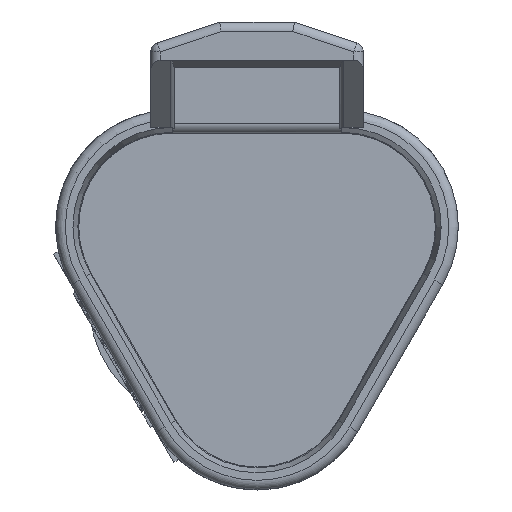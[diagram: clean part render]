
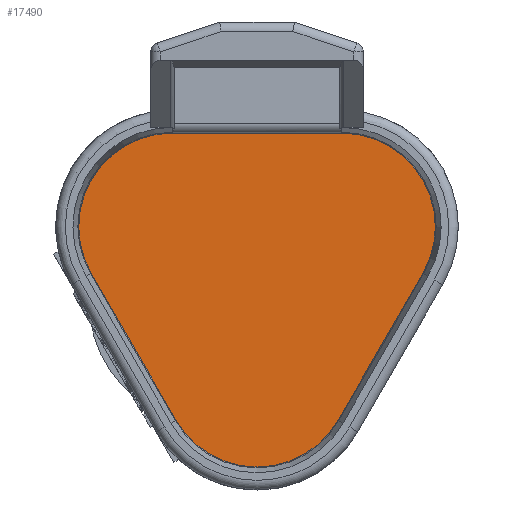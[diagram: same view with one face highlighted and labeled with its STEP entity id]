
A CAD part, front view. The second image highlights one B-rep face of the part: STEP entity #17490.
In plain terms, the highlighted planar face has unit normal (0, -1, 0).
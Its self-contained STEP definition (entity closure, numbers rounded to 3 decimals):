
#2184=CARTESIAN_POINT('',(-4.429,16.13,2.557));
#2185=DIRECTION('',(0.,-1.,0.));
#2186=DIRECTION('',(0.,0.,1.));
#2187=AXIS2_PLACEMENT_3D('',#2184,#2185,#2186);
#2189=DIRECTION('',(-1.,0.,0.));
#2190=VECTOR('',#2189,8.858);
#2191=CARTESIAN_POINT('',(4.429,16.13,7.437));
#2192=LINE('',#2191,#2190);
#2193=CARTESIAN_POINT('',(4.429,16.13,2.557));
#2194=DIRECTION('',(0.,-1.,0.));
#2195=DIRECTION('',(0.866,0.,-0.5));
#2196=AXIS2_PLACEMENT_3D('',#2193,#2194,#2195);
#2198=DIRECTION('',(0.5,0.,0.866));
#2199=VECTOR('',#2198,8.858);
#2200=CARTESIAN_POINT('',(4.226,16.13,-7.554));
#2201=LINE('',#2200,#2199);
#2202=CARTESIAN_POINT('',(0.,16.13,-5.114));
#2203=DIRECTION('',(0.,-1.,0.));
#2204=DIRECTION('',(-0.866,0.,-0.5));
#2205=AXIS2_PLACEMENT_3D('',#2202,#2203,#2204);
#2207=DIRECTION('',(0.5,0.,-0.866));
#2208=VECTOR('',#2207,8.858);
#2209=CARTESIAN_POINT('',(-8.655,16.13,0.117));
#2210=LINE('',#2209,#2208);
#11297=CARTESIAN_POINT('',(-4.429,16.13,7.437));
#11298=CARTESIAN_POINT('',(-8.655,16.13,0.117));
#11299=VERTEX_POINT('',#11297);
#11300=VERTEX_POINT('',#11298);
#11301=CARTESIAN_POINT('',(-4.226,16.13,-7.554));
#11302=VERTEX_POINT('',#11301);
#11303=CARTESIAN_POINT('',(4.226,16.13,-7.554));
#11304=VERTEX_POINT('',#11303);
#11305=CARTESIAN_POINT('',(8.655,16.13,0.117));
#11306=VERTEX_POINT('',#11305);
#11307=CARTESIAN_POINT('',(4.429,16.13,7.437));
#11308=VERTEX_POINT('',#11307);
#17473=CARTESIAN_POINT('',(0.,16.13,0.));
#17474=DIRECTION('',(0.,-1.,0.));
#17475=DIRECTION('',(-1.,0.,0.));
#17476=AXIS2_PLACEMENT_3D('',#17473,#17474,#17475);
#17477=PLANE('',#17476);
#17479=ORIENTED_EDGE('',*,*,#17478,.F.);
#17480=ORIENTED_EDGE('',*,*,#17466,.F.);
#17481=ORIENTED_EDGE('',*,*,#17421,.F.);
#17483=ORIENTED_EDGE('',*,*,#17482,.F.);
#17485=ORIENTED_EDGE('',*,*,#17484,.F.);
#17487=ORIENTED_EDGE('',*,*,#17486,.F.);
#17488=EDGE_LOOP('',(#17479,#17480,#17481,#17483,#17485,#17487));
#17489=FACE_OUTER_BOUND('',#17488,.F.);
#17490=ADVANCED_FACE('',(#17489),#17477,.T.);
#2188=CIRCLE('',#2187,4.88);
#2197=CIRCLE('',#2196,4.88);
#2206=CIRCLE('',#2205,4.88);
#17421=EDGE_CURVE('',#11306,#11308,#2197,.T.);
#17466=EDGE_CURVE('',#11308,#11299,#2192,.T.);
#17478=EDGE_CURVE('',#11299,#11300,#2188,.T.);
#17482=EDGE_CURVE('',#11304,#11306,#2201,.T.);
#17484=EDGE_CURVE('',#11302,#11304,#2206,.T.);
#17486=EDGE_CURVE('',#11300,#11302,#2210,.T.);
